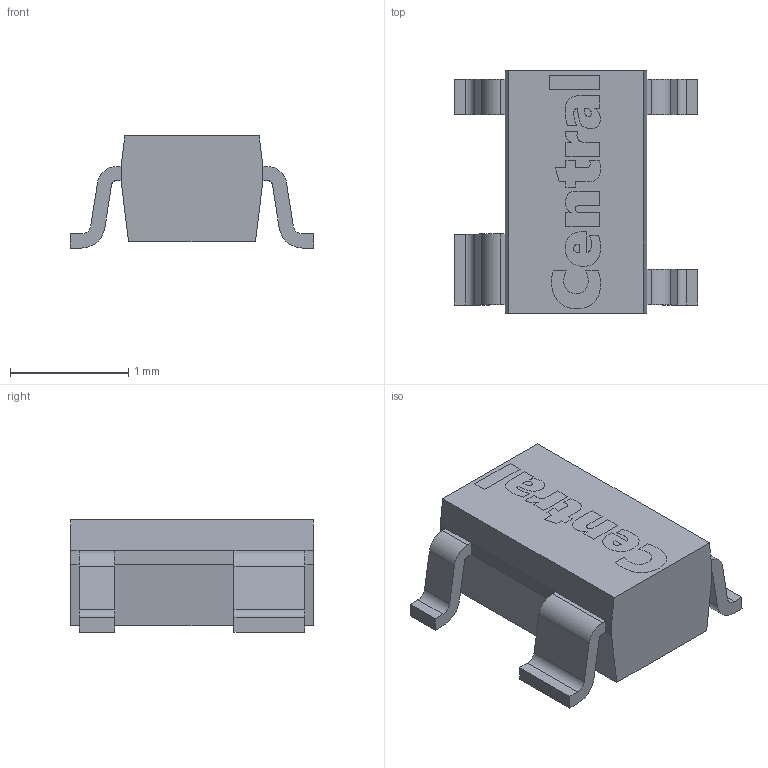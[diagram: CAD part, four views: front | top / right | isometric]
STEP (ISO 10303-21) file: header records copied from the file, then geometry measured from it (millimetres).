
FILE_DESCRIPTION(/* description */ (''),/* implementation_level */ '2;1');
FILE_NAME(/* name */ 'STP00007.step',/* time_stamp */ '2024-06-07T12:41:10-04:00',/* author */ (''),/* organization */ (''),/* preprocessor_version */ 'ST-DEVELOPER v20',/* originating_system */ 'Autodesk Translation Framework v12.14.0.127',/* authorisation */ '');
FILE_SCHEMA (('AUTOMOTIVE_DESIGN { 1 0 10303 214 3 1 1 }'));
Length unit declared in the file: millimetre
Products named in the file (1): SOT-343
Bounding box: 2.06 x 2.05 x 0.95 mm (x, y, z)
Volume: 2.3 mm3; surface area: 13.6 mm2
Topology: 1 solids, 1 shells, 75 faces, 287 edges, 223 vertices
Faces by surface type: plane 59, cylinder 16
Entity records: 3353 total; most frequent: CARTESIAN_POINT 846, ORIENTED_EDGE 574, DIRECTION 406, EDGE_CURVE 287, VERTEX_POINT 223, LINE 190, VECTOR 190, AXIS2_PLACEMENT_3D 108
